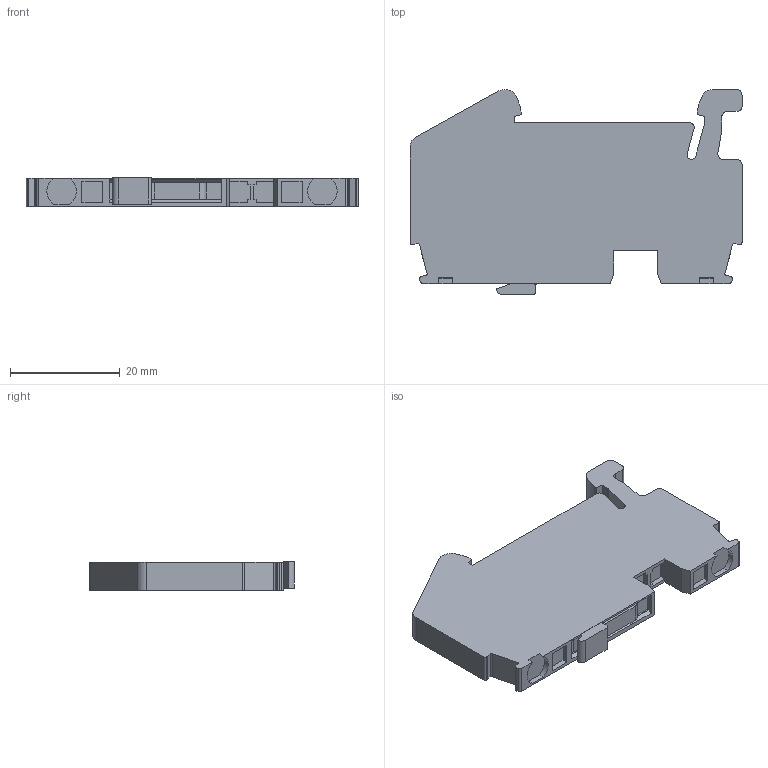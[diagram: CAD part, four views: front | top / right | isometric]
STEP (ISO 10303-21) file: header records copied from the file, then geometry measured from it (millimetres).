
FILE_DESCRIPTION((''),'2;1');
FILE_NAME('DST2_5-MT-D','2018-10-10T',('Administrator'),(''),'PRO/ENGINEER BY PARAMETRIC TECHNOLOGY CORPORATION, 2008380','PRO/ENGINEER BY PARAMETRIC TECHNOLOGY CORPORATION, 2008380','');
FILE_SCHEMA(('CONFIG_CONTROL_DESIGN'));
Length unit declared in the file: millimetre
Products named in the file (1): DST2_5-MT-D
Bounding box: 60.6 x 37.4 x 5.2 mm (x, y, z)
Volume: 8868.6 mm3; surface area: 4919.8 mm2
Topology: 1 solids, 1 shells, 143 faces, 424 edges, 281 vertices
Faces by surface type: plane 97, cylinder 46
Entity records: 4825 total; most frequent: CARTESIAN_POINT 858, ORIENTED_EDGE 848, DIRECTION 803, EDGE_CURVE 424, VECTOR 327, LINE 327, VERTEX_POINT 281, AXIS2_PLACEMENT_3D 238
